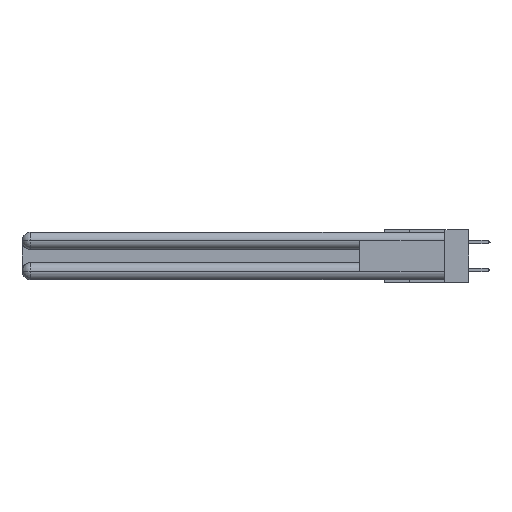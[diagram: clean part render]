
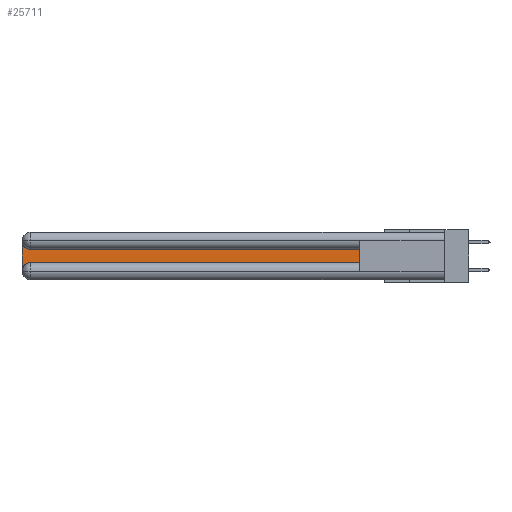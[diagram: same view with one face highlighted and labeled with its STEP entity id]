
A CAD part, left-side view. The second image highlights one B-rep face of the part: STEP entity #25711.
In plain terms, the highlighted planar face has unit normal (-1, 0, 0).
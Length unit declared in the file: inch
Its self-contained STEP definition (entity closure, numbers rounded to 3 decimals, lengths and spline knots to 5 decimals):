
#177 = CARTESIAN_POINT ( 'NONE',  ( 0.075, 0.6, -0.2175 ) ) ;
#929 = VERTEX_POINT ( 'NONE', #20018 ) ;
#1027 = VECTOR ( 'NONE', #9530, 39.37008 ) ;
#2230 = DIRECTION ( 'NONE',  ( 0., 1., 0. ) ) ;
#2499 = AXIS2_PLACEMENT_3D ( 'NONE', #2623, #29527, #16169 ) ;
#2500 = EDGE_CURVE ( 'NONE', #30162, #3828, #29854, .T. ) ;
#2623 = CARTESIAN_POINT ( 'NONE',  ( 0.075, 3., -0.1225 ) ) ;
#2999 = VECTOR ( 'NONE', #8647, 39.37008 ) ;
#3728 = CARTESIAN_POINT ( 'NONE',  ( 0.075, 3., -0.2775 ) ) ;
#3828 = VERTEX_POINT ( 'NONE', #5203 ) ;
#4856 = AXIS2_PLACEMENT_3D ( 'NONE', #28997, #21026, #12935 ) ;
#5141 = ORIENTED_EDGE ( 'NONE', *, *, #30167, .T. ) ;
#5203 = CARTESIAN_POINT ( 'NONE',  ( 0.075, 2.94, -0.1225 ) ) ;
#5307 = EDGE_CURVE ( 'NONE', #3828, #9896, #22569, .T. ) ;
#5547 = LINE ( 'NONE', #22525, #2999 ) ;
#7102 = ORIENTED_EDGE ( 'NONE', *, *, #8846, .T. ) ;
#8011 = CIRCLE ( 'NONE', #4856, 0.06 ) ;
#8647 = DIRECTION ( 'NONE',  ( 0., 0., 1. ) ) ;
#8846 = EDGE_CURVE ( 'NONE', #10751, #929, #8011, .T. ) ;
#9530 = DIRECTION ( 'NONE',  ( 0., -1., 0. ) ) ;
#9896 = VERTEX_POINT ( 'NONE', #22101 ) ;
#10477 = DIRECTION ( 'NONE',  ( 0., 0., -1. ) ) ;
#10751 = VERTEX_POINT ( 'NONE', #3728 ) ;
#12644 = LINE ( 'NONE', #24159, #26573 ) ;
#12935 = DIRECTION ( 'NONE',  ( 0., 0., -1. ) ) ;
#13445 = DIRECTION ( 'NONE',  ( 0., 0., -1. ) ) ;
#15189 = CARTESIAN_POINT ( 'NONE',  ( 0.075, 0.6, -0.1225 ) ) ;
#16169 = DIRECTION ( 'NONE',  ( 0., 0., -1. ) ) ;
#18770 = PLANE ( 'NONE',  #2499 ) ;
#20018 = CARTESIAN_POINT ( 'NONE',  ( 0.075, 2.94, -0.2175 ) ) ;
#20346 = LINE ( 'NONE', #28573, #1027 ) ;
#20830 = ORIENTED_EDGE ( 'NONE', *, *, #5307, .T. ) ;
#21026 = DIRECTION ( 'NONE',  ( 1., 0., 0. ) ) ;
#21158 = DIRECTION ( 'NONE',  ( 1., 0., 0. ) ) ;
#22101 = CARTESIAN_POINT ( 'NONE',  ( 0.075, 3., -0.0625 ) ) ;
#22525 = CARTESIAN_POINT ( 'NONE',  ( 0.075, 0.6, -0.2175 ) ) ;
#22569 = CIRCLE ( 'NONE', #34271, 0.06 ) ;
#23530 = EDGE_LOOP ( 'NONE', ( #27969, #20830, #24579, #7102, #5141, #32191 ) ) ;
#23685 = CARTESIAN_POINT ( 'NONE',  ( 0.075, 0.6, -0.1225 ) ) ;
#24159 = CARTESIAN_POINT ( 'NONE',  ( 0.075, 3., -0.2175 ) ) ;
#24579 = ORIENTED_EDGE ( 'NONE', *, *, #25993, .T. ) ;
#25412 = EDGE_CURVE ( 'NONE', #29904, #30162, #5547, .T. ) ;
#25711 = ADVANCED_FACE ( 'NONE', ( #31526 ), #18770, .F. ) ;
#25993 = EDGE_CURVE ( 'NONE', #9896, #10751, #12644, .T. ) ;
#26573 = VECTOR ( 'NONE', #13445, 39.37008 ) ;
#27399 = VECTOR ( 'NONE', #2230, 39.37008 ) ;
#27969 = ORIENTED_EDGE ( 'NONE', *, *, #2500, .T. ) ;
#28573 = CARTESIAN_POINT ( 'NONE',  ( 0.075, 0.6, -0.2175 ) ) ;
#28997 = CARTESIAN_POINT ( 'NONE',  ( 0.075, 2.94, -0.2775 ) ) ;
#29134 = CARTESIAN_POINT ( 'NONE',  ( 0.075, 2.94, -0.0625 ) ) ;
#29527 = DIRECTION ( 'NONE',  ( 1., 0., 0. ) ) ;
#29854 = LINE ( 'NONE', #23685, #27399 ) ;
#29904 = VERTEX_POINT ( 'NONE', #177 ) ;
#30162 = VERTEX_POINT ( 'NONE', #15189 ) ;
#30167 = EDGE_CURVE ( 'NONE', #929, #29904, #20346, .T. ) ;
#31526 = FACE_OUTER_BOUND ( 'NONE', #23530, .T. ) ;
#32191 = ORIENTED_EDGE ( 'NONE', *, *, #25412, .T. ) ;
#34271 = AXIS2_PLACEMENT_3D ( 'NONE', #29134, #21158, #10477 ) ;
